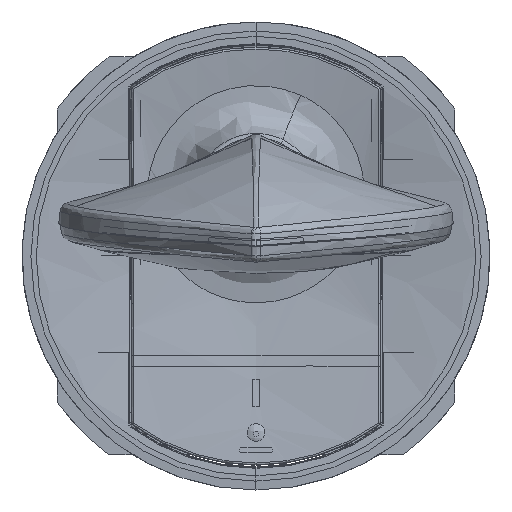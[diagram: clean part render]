
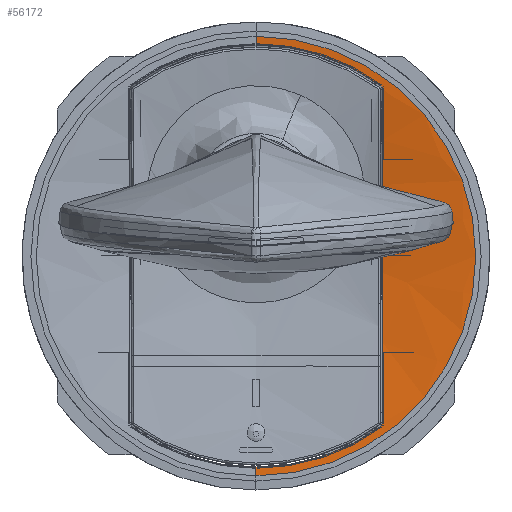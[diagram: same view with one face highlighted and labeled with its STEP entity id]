
A CAD part, top view. The second image highlights one B-rep face of the part: STEP entity #56172.
In plain terms, the highlighted face is a revolution surface.
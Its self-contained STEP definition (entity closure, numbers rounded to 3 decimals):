
#55964=AXIS2_PLACEMENT_3D('Circle Axis2P3D',#55962,#55963,$) ;
#55925=CARTESIAN_POINT('Vertex',(0.001,20.711,-6.244)) ;
#55935=CARTESIAN_POINT('Vertex',(-0.002,-29.07,-6.65)) ;
#55962=CARTESIAN_POINT('Axis2P3D Location',(-0.001,-4.18,-6.447)) ;
#55987=CARTESIAN_POINT('Control Point',(0.001,20.711,-6.244)) ;
#55988=CARTESIAN_POINT('Control Point',(0.001,20.522,-6.25)) ;
#55989=CARTESIAN_POINT('Control Point',(0.001,20.334,-6.26)) ;
#55990=CARTESIAN_POINT('Control Point',(0.001,20.147,-6.274)) ;
#55991=CARTESIAN_POINT('Control Point',(0.001,19.96,-6.29)) ;
#55992=CARTESIAN_POINT('Control Point',(0.001,19.773,-6.309)) ;
#55993=CARTESIAN_POINT('Vertex',(0.001,19.773,-6.309)) ;
#55997=CARTESIAN_POINT('Control Point',(-0.002,-29.07,-6.65)) ;
#55998=CARTESIAN_POINT('Control Point',(-0.002,-28.881,-6.653)) ;
#55999=CARTESIAN_POINT('Control Point',(-0.002,-28.693,-6.66)) ;
#56000=CARTESIAN_POINT('Control Point',(-0.002,-28.506,-6.67)) ;
#56001=CARTESIAN_POINT('Control Point',(-0.002,-28.318,-6.684)) ;
#56002=CARTESIAN_POINT('Control Point',(-0.002,-28.131,-6.7)) ;
#56003=CARTESIAN_POINT('Vertex',(-0.002,-28.131,-6.7)) ;
#56087=CARTESIAN_POINT('Control Point',(24.891,-4.181,-6.447)) ;
#56088=CARTESIAN_POINT('Control Point',(22.752,-4.181,-6.499)) ;
#56089=CARTESIAN_POINT('Control Point',(20.67,-4.176,-7.062)) ;
#56090=CARTESIAN_POINT('Control Point',(18.55,-4.173,-7.397)) ;
#56091=CARTESIAN_POINT('Control Point',(16.43,-4.17,-7.707)) ;
#56092=CARTESIAN_POINT('Control Point',(14.315,-4.168,-8.03)) ;
#56093=CARTESIAN_POINT('Axis1P Location',(0.,-4.111,-14.891)) ;
#56098=CARTESIAN_POINT('Control Point',(14.15,15.146,-6.347)) ;
#56099=CARTESIAN_POINT('Control Point',(11.097,17.382,-6.329)) ;
#56100=CARTESIAN_POINT('Control Point',(7.571,18.975,-6.316)) ;
#56101=CARTESIAN_POINT('Control Point',(3.786,19.773,-6.309)) ;
#56102=CARTESIAN_POINT('Control Point',(0.001,19.773,-6.309)) ;
#56103=CARTESIAN_POINT('Vertex',(14.15,15.146,-6.347)) ;
#56107=CARTESIAN_POINT('Control Point',(14.15,15.146,-6.347)) ;
#56108=CARTESIAN_POINT('Control Point',(14.247,15.075,-6.348)) ;
#56109=CARTESIAN_POINT('Control Point',(14.321,14.972,-6.352)) ;
#56110=CARTESIAN_POINT('Control Point',(14.354,14.856,-6.36)) ;
#56111=CARTESIAN_POINT('Control Point',(14.354,14.745,-6.37)) ;
#56112=CARTESIAN_POINT('Vertex',(14.354,14.745,-6.37)) ;
#56116=CARTESIAN_POINT('Control Point',(14.351,-23.105,-6.679)) ;
#56117=CARTESIAN_POINT('Control Point',(14.351,-22.22,-6.746)) ;
#56118=CARTESIAN_POINT('Control Point',(14.352,-21.335,-6.846)) ;
#56119=CARTESIAN_POINT('Control Point',(14.352,-20.454,-6.955)) ;
#56120=CARTESIAN_POINT('Control Point',(14.352,-18.03,-7.252)) ;
#56121=CARTESIAN_POINT('Control Point',(14.352,-15.648,-7.51)) ;
#56122=CARTESIAN_POINT('Control Point',(14.352,-14.109,-7.642)) ;
#56123=CARTESIAN_POINT('Control Point',(14.352,-11.684,-7.819)) ;
#56124=CARTESIAN_POINT('Control Point',(14.353,-9.457,-7.93)) ;
#56125=CARTESIAN_POINT('Control Point',(14.353,-8.566,-7.966)) ;
#56126=CARTESIAN_POINT('Control Point',(14.353,-6.694,-8.022)) ;
#56127=CARTESIAN_POINT('Control Point',(14.353,-4.883,-8.035)) ;
#56128=CARTESIAN_POINT('Control Point',(14.353,-3.92,-8.03)) ;
#56129=CARTESIAN_POINT('Control Point',(14.353,-2.47,-8.003)) ;
#56130=CARTESIAN_POINT('Control Point',(14.353,-0.987,-7.947)) ;
#56131=CARTESIAN_POINT('Control Point',(14.353,-0.488,-7.926)) ;
#56132=CARTESIAN_POINT('Control Point',(14.353,0.96,-7.854)) ;
#56133=CARTESIAN_POINT('Control Point',(14.353,2.464,-7.755)) ;
#56134=CARTESIAN_POINT('Control Point',(14.353,3.489,-7.678)) ;
#56135=CARTESIAN_POINT('Control Point',(14.354,5.3,-7.521)) ;
#56136=CARTESIAN_POINT('Control Point',(14.354,7.177,-7.324)) ;
#56137=CARTESIAN_POINT('Control Point',(14.354,7.964,-7.234)) ;
#56138=CARTESIAN_POINT('Control Point',(14.354,9.77,-7.013)) ;
#56139=CARTESIAN_POINT('Control Point',(14.354,11.623,-6.757)) ;
#56140=CARTESIAN_POINT('Control Point',(14.354,12.664,-6.608)) ;
#56141=CARTESIAN_POINT('Control Point',(14.354,13.704,-6.467)) ;
#56142=CARTESIAN_POINT('Control Point',(14.354,14.745,-6.37)) ;
#56143=CARTESIAN_POINT('Vertex',(14.351,-23.105,-6.679)) ;
#56147=CARTESIAN_POINT('Control Point',(14.351,-23.105,-6.679)) ;
#56148=CARTESIAN_POINT('Control Point',(14.351,-23.217,-6.67)) ;
#56149=CARTESIAN_POINT('Control Point',(14.319,-23.332,-6.664)) ;
#56150=CARTESIAN_POINT('Control Point',(14.245,-23.435,-6.662)) ;
#56151=CARTESIAN_POINT('Control Point',(14.148,-23.506,-6.662)) ;
#56152=CARTESIAN_POINT('Vertex',(14.148,-23.506,-6.662)) ;
#56156=CARTESIAN_POINT('Control Point',(14.148,-23.506,-6.662)) ;
#56157=CARTESIAN_POINT('Control Point',(11.094,-25.742,-6.68)) ;
#56158=CARTESIAN_POINT('Control Point',(7.568,-27.334,-6.693)) ;
#56159=CARTESIAN_POINT('Control Point',(3.782,-28.132,-6.7)) ;
#56160=CARTESIAN_POINT('Control Point',(-0.002,-28.131,-6.7)) ;
#55963=DIRECTION('Axis2P3D Direction',(0.,-0.008,1.)) ;
#56094=DIRECTION('Axis1P Direction',(0.,-0.008,1.)) ;
#56095=AXIS1_PLACEMENT('Revolution Surface Axis1P',#56093,#56094) ;
#56163=ORIENTED_EDGE('',*,*,#56105,.F.) ;
#56164=ORIENTED_EDGE('',*,*,#56114,.T.) ;
#56165=ORIENTED_EDGE('',*,*,#56145,.F.) ;
#56166=ORIENTED_EDGE('',*,*,#56154,.T.) ;
#56167=ORIENTED_EDGE('',*,*,#56161,.T.) ;
#56168=ORIENTED_EDGE('',*,*,#56005,.F.) ;
#56169=ORIENTED_EDGE('',*,*,#55966,.T.) ;
#56170=ORIENTED_EDGE('',*,*,#55995,.T.) ;
#56172=ADVANCED_FACE('enjo .1\\bague',(#56171),#56096,.T.) ;
#55986=B_SPLINE_CURVE_WITH_KNOTS('',5,(#55987,#55988,#55989,#55990,#55991,#55992),.UNSPECIFIED.,.F.,.U.,(6,6),(0.,0.942),.UNSPECIFIED.) ;
#55996=B_SPLINE_CURVE_WITH_KNOTS('',5,(#55997,#55998,#55999,#56000,#56001,#56002),.UNSPECIFIED.,.F.,.U.,(6,6),(0.,0.942),.UNSPECIFIED.) ;
#56086=B_SPLINE_CURVE_WITH_KNOTS('',5,(#56087,#56088,#56089,#56090,#56091,#56092),.UNSPECIFIED.,.F.,.U.,(6,6),(0.,10.694),.UNSPECIFIED.) ;
#56097=B_SPLINE_CURVE_WITH_KNOTS('',4,(#56098,#56099,#56100,#56101,#56102),.UNSPECIFIED.,.F.,.U.,(5,5),(0.054,20.244),.UNSPECIFIED.) ;
#56106=B_SPLINE_CURVE_WITH_KNOTS('',4,(#56107,#56108,#56109,#56110,#56111),.UNSPECIFIED.,.F.,.U.,(5,5),(0.,0.635),.UNSPECIFIED.) ;
#56115=B_SPLINE_CURVE_WITH_KNOTS('',5,(#56116,#56117,#56118,#56119,#56120,#56121,#56122,#56123,#56124,#56125,#56126,#56127,#56128,#56129,#56130,#56131,#56132,#56133,#56134,#56135,#56136,#56137,#56138,#56139,#56140,#56141,#56142),.UNSPECIFIED.,.F.,.U.,(6,3,3,3,3,3,3,3,6),(0.078,8.565,23.49,33.77,45.614,51.541,62.603,70.485,80.484),.UNSPECIFIED.) ;
#56146=B_SPLINE_CURVE_WITH_KNOTS('',4,(#56147,#56148,#56149,#56150,#56151),.UNSPECIFIED.,.F.,.U.,(5,5),(0.,0.635),.UNSPECIFIED.) ;
#56155=B_SPLINE_CURVE_WITH_KNOTS('',4,(#56156,#56157,#56158,#56159,#56160),.UNSPECIFIED.,.F.,.U.,(5,5),(0.054,20.244),.UNSPECIFIED.) ;
#55965=CIRCLE('generated circle',#55964,24.891) ;
#55966=EDGE_CURVE('',#55936,#55926,#55965,.T.) ;
#55995=EDGE_CURVE('',#55926,#55994,#55986,.T.) ;
#56005=EDGE_CURVE('',#55936,#56004,#55996,.T.) ;
#56105=EDGE_CURVE('',#56104,#55994,#56097,.T.) ;
#56114=EDGE_CURVE('',#56104,#56113,#56106,.T.) ;
#56145=EDGE_CURVE('',#56144,#56113,#56115,.T.) ;
#56154=EDGE_CURVE('',#56144,#56153,#56146,.T.) ;
#56161=EDGE_CURVE('',#56153,#56004,#56155,.T.) ;
#56162=EDGE_LOOP('',(#56163,#56164,#56165,#56166,#56167,#56168,#56169,#56170)) ;
#56171=FACE_OUTER_BOUND('',#56162,.T.) ;
#56096=SURFACE_OF_REVOLUTION('Surface of Revolution',#56086,#56095) ;
#55926=VERTEX_POINT('',#55925) ;
#55936=VERTEX_POINT('',#55935) ;
#55994=VERTEX_POINT('',#55993) ;
#56004=VERTEX_POINT('',#56003) ;
#56104=VERTEX_POINT('',#56103) ;
#56113=VERTEX_POINT('',#56112) ;
#56144=VERTEX_POINT('',#56143) ;
#56153=VERTEX_POINT('',#56152) ;
